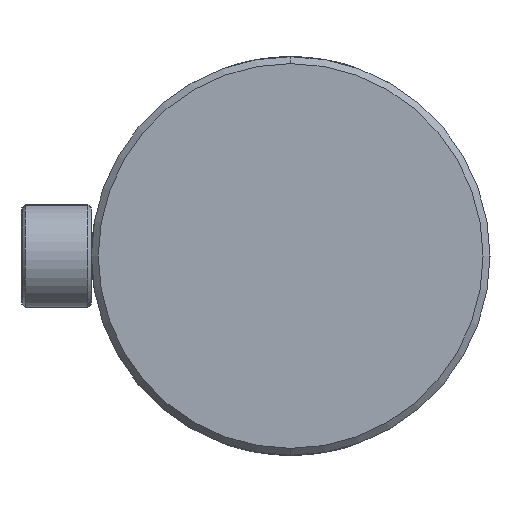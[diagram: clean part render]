
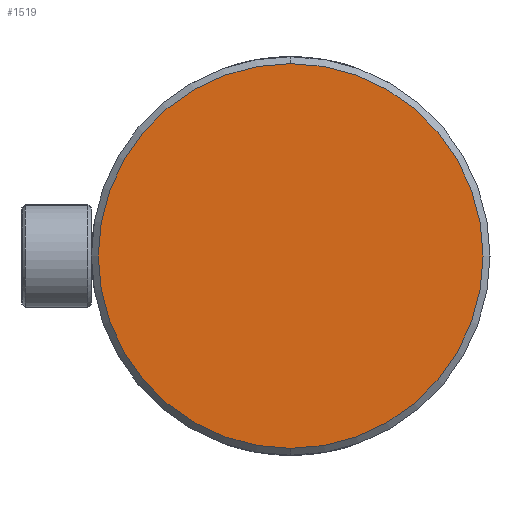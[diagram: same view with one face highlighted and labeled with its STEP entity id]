
A CAD part, left-side view. The second image highlights one B-rep face of the part: STEP entity #1519.
In plain terms, the highlighted planar face has unit normal (-1, 0, 0).
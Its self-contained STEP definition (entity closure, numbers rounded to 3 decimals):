
#14 = DIRECTION ( 'NONE',  ( -1., 0., 0. ) ) ;
#113 = CARTESIAN_POINT ( 'NONE',  ( -58., 0., 55.5 ) ) ;
#326 = CIRCLE ( 'NONE', #3397, 55.5 ) ;
#374 = CARTESIAN_POINT ( 'NONE',  ( -58., 0., -55.5 ) ) ;
#418 = CIRCLE ( 'NONE', #3532, 55.5 ) ;
#475 = ORIENTED_EDGE ( 'NONE', *, *, #2363, .T. ) ;
#485 = EDGE_CURVE ( 'NONE', #2117, #3371, #326, .T. ) ;
#867 = DIRECTION ( 'NONE',  ( -1., 0., 0. ) ) ;
#906 = EDGE_LOOP ( 'NONE', ( #475, #3648 ) ) ;
#1310 = PLANE ( 'NONE',  #2062 ) ;
#1329 = CARTESIAN_POINT ( 'NONE',  ( -58., 0., 0. ) ) ;
#1519 = ADVANCED_FACE ( 'NONE', ( #2303 ), #1310, .T. ) ;
#1735 = DIRECTION ( 'NONE',  ( -1., 0., 0. ) ) ;
#2062 = AXIS2_PLACEMENT_3D ( 'NONE', #2922, #14, #2286 ) ;
#2117 = VERTEX_POINT ( 'NONE', #113 ) ;
#2286 = DIRECTION ( 'NONE',  ( 0., 0., 1. ) ) ;
#2303 = FACE_OUTER_BOUND ( 'NONE', #906, .T. ) ;
#2363 = EDGE_CURVE ( 'NONE', #3371, #2117, #418, .T. ) ;
#2922 = CARTESIAN_POINT ( 'NONE',  ( -58., 0., 0. ) ) ;
#2929 = DIRECTION ( 'NONE',  ( 0., 0., 1. ) ) ;
#3371 = VERTEX_POINT ( 'NONE', #374 ) ;
#3397 = AXIS2_PLACEMENT_3D ( 'NONE', #1329, #867, #2929 ) ;
#3532 = AXIS2_PLACEMENT_3D ( 'NONE', #3656, #1735, #3974 ) ;
#3648 = ORIENTED_EDGE ( 'NONE', *, *, #485, .T. ) ;
#3656 = CARTESIAN_POINT ( 'NONE',  ( -58., 0., 0. ) ) ;
#3974 = DIRECTION ( 'NONE',  ( 0., 0., 1. ) ) ;
